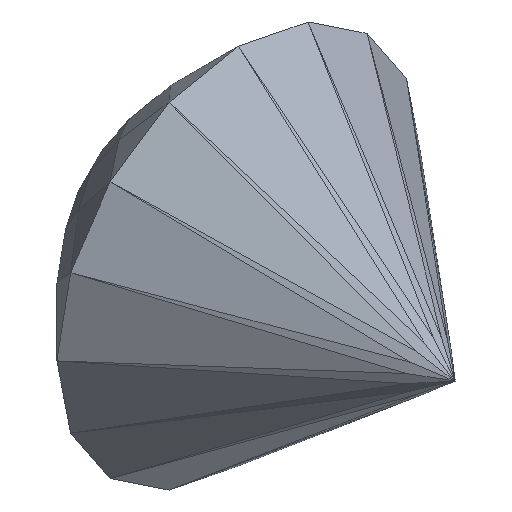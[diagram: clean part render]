
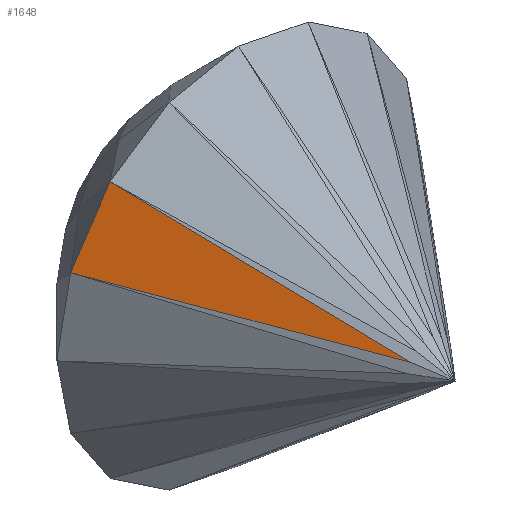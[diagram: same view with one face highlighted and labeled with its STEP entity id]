
A CAD part, isometric view. The second image highlights one B-rep face of the part: STEP entity #1648.
In plain terms, the highlighted free-form (B-spline) face has degree [1, 1] with [2, 2] control points.
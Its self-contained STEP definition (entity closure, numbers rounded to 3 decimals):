
#672 = VERTEX_POINT('',#673);
#673 = CARTESIAN_POINT('',(-3.188,0.,3.188));
#698 = EDGE_CURVE('',#699,#672,#701,.T.);
#699 = VERTEX_POINT('',#700);
#700 = CARTESIAN_POINT('',(-4.165,0.,1.725));
#701 = B_SPLINE_CURVE_WITH_KNOTS('',1,(#702,#703),.UNSPECIFIED.,.F.,.F.,
  (2,2),(0.,1.951),.PIECEWISE_BEZIER_KNOTS.);
#702 = CARTESIAN_POINT('',(-4.165,0.,1.725));
#703 = CARTESIAN_POINT('',(-3.188,0.,3.188));
#1648 = ADVANCED_FACE('',(#1649),#1664,.F.);
#1649 = FACE_BOUND('',#1650,.T.);
#1650 = EDGE_LOOP('',(#1651,#1652,#1659));
#1651 = ORIENTED_EDGE('',*,*,#698,.F.);
#1652 = ORIENTED_EDGE('',*,*,#1653,.F.);
#1653 = EDGE_CURVE('',#1654,#699,#1656,.T.);
#1654 = VERTEX_POINT('',#1655);
#1655 = CARTESIAN_POINT('',(-0.463,-4.722,
    0.309));
#1656 = B_SPLINE_CURVE_WITH_KNOTS('',1,(#1657,#1658),.UNSPECIFIED.,.F.,
  .F.,(2,2),(-6.855,-0.018),
  .PIECEWISE_BEZIER_KNOTS.);
#1657 = CARTESIAN_POINT('',(-0.463,-4.722,
    0.309));
#1658 = CARTESIAN_POINT('',(-4.165,0.,
    1.725));
#1659 = ORIENTED_EDGE('',*,*,#1660,.F.);
#1660 = EDGE_CURVE('',#672,#1654,#1661,.T.);
#1661 = B_SPLINE_CURVE_WITH_KNOTS('',1,(#1662,#1663),.UNSPECIFIED.,.F.,
  .F.,(2,2),(-0.018,6.82),
  .PIECEWISE_BEZIER_KNOTS.);
#1662 = CARTESIAN_POINT('',(-3.188,0.,
    3.188));
#1663 = CARTESIAN_POINT('',(-0.463,-4.722,
    0.309));
#1664 = B_SPLINE_SURFACE_WITH_KNOTS('',1,1,(
    (#1665,#1666)
    ,(#1667,#1668
    )),.UNSPECIFIED.,.F.,.F.,.F.,(2,2),(2,2),(-6.613,
    0.),(-1.739,1.797),
  .PIECEWISE_BEZIER_KNOTS.);
#1665 = CARTESIAN_POINT('',(-0.463,-4.722,
    0.309));
#1666 = CARTESIAN_POINT('',(0.514,-3.761,
    3.188));
#1667 = CARTESIAN_POINT('',(-4.646,-0.473,0.309
    ));
#1668 = CARTESIAN_POINT('',(-3.669,0.489,
    3.188));
